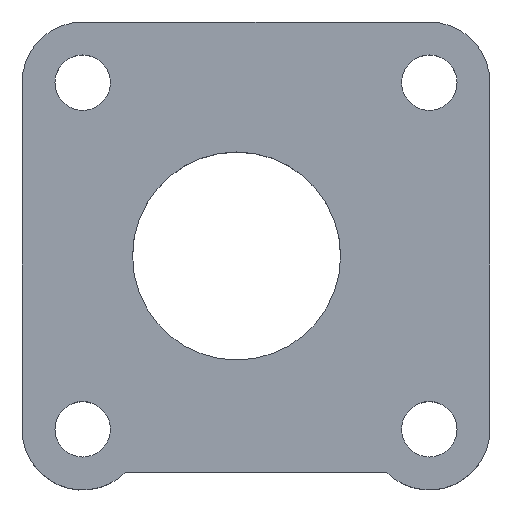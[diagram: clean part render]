
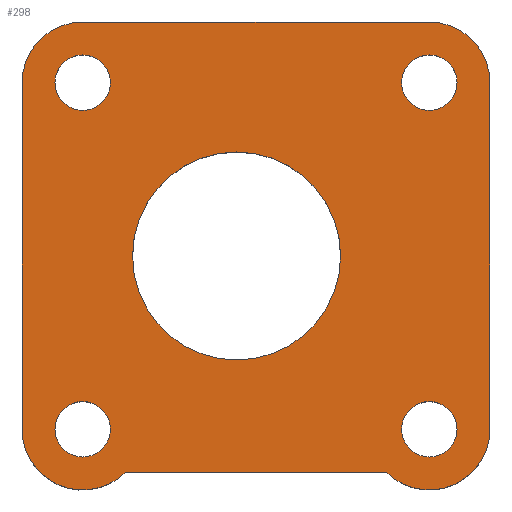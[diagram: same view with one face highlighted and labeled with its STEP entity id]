
A CAD part, top view. The second image highlights one B-rep face of the part: STEP entity #298.
In plain terms, the highlighted planar face has unit normal (0, 0, 1).
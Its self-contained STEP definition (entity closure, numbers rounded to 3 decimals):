
#15=FACE_BOUND('',#71,.T.);
#16=FACE_BOUND('',#72,.T.);
#17=FACE_BOUND('',#73,.T.);
#18=FACE_BOUND('',#74,.T.);
#19=FACE_BOUND('',#75,.T.);
#25=CIRCLE('',#326,3.5);
#28=CIRCLE('',#330,3.5);
#29=CIRCLE('',#332,3.5);
#30=CIRCLE('',#333,3.5);
#31=CIRCLE('',#334,1.6);
#32=CIRCLE('',#335,1.6);
#33=CIRCLE('',#336,1.6);
#34=CIRCLE('',#337,6.);
#35=CIRCLE('',#338,1.6);
#55=FACE_OUTER_BOUND('',#70,.T.);
#70=EDGE_LOOP('',(#219,#220,#221,#222,#223,#224,#225,#226));
#71=EDGE_LOOP('',(#227));
#72=EDGE_LOOP('',(#228));
#73=EDGE_LOOP('',(#229));
#74=EDGE_LOOP('',(#230));
#75=EDGE_LOOP('',(#231));
#92=LINE('',#452,#115);
#98=LINE('',#473,#121);
#99=LINE('',#476,#122);
#100=LINE('',#478,#123);
#115=VECTOR('',#361,10.);
#121=VECTOR('',#381,10.);
#122=VECTOR('',#384,10.);
#123=VECTOR('',#385,10.);
#138=VERTEX_POINT('',#450);
#139=VERTEX_POINT('',#451);
#142=VERTEX_POINT('',#459);
#145=VERTEX_POINT('',#467);
#146=VERTEX_POINT('',#471);
#147=VERTEX_POINT('',#472);
#148=VERTEX_POINT('',#474);
#149=VERTEX_POINT('',#477);
#150=VERTEX_POINT('',#480);
#151=VERTEX_POINT('',#482);
#152=VERTEX_POINT('',#484);
#153=VERTEX_POINT('',#486);
#154=VERTEX_POINT('',#488);
#166=EDGE_CURVE('',#138,#139,#92,.T.);
#170=EDGE_CURVE('',#142,#138,#25,.T.);
#175=EDGE_CURVE('',#139,#145,#28,.T.);
#176=EDGE_CURVE('',#146,#147,#98,.T.);
#177=EDGE_CURVE('',#147,#148,#29,.T.);
#178=EDGE_CURVE('',#148,#142,#99,.T.);
#179=EDGE_CURVE('',#149,#145,#100,.T.);
#180=EDGE_CURVE('',#149,#146,#30,.T.);
#181=EDGE_CURVE('',#150,#150,#31,.T.);
#182=EDGE_CURVE('',#151,#151,#32,.T.);
#183=EDGE_CURVE('',#152,#152,#33,.T.);
#184=EDGE_CURVE('',#153,#153,#34,.T.);
#185=EDGE_CURVE('',#154,#154,#35,.T.);
#219=ORIENTED_EDGE('',*,*,#176,.T.);
#220=ORIENTED_EDGE('',*,*,#177,.T.);
#221=ORIENTED_EDGE('',*,*,#178,.T.);
#222=ORIENTED_EDGE('',*,*,#170,.T.);
#223=ORIENTED_EDGE('',*,*,#166,.T.);
#224=ORIENTED_EDGE('',*,*,#175,.T.);
#225=ORIENTED_EDGE('',*,*,#179,.F.);
#226=ORIENTED_EDGE('',*,*,#180,.T.);
#227=ORIENTED_EDGE('',*,*,#181,.T.);
#228=ORIENTED_EDGE('',*,*,#182,.T.);
#229=ORIENTED_EDGE('',*,*,#183,.T.);
#230=ORIENTED_EDGE('',*,*,#184,.T.);
#231=ORIENTED_EDGE('',*,*,#185,.T.);
#290=PLANE('',#331);
#298=ADVANCED_FACE('',(#55,#15,#16,#17,#18,#19),#290,.T.);
#326=AXIS2_PLACEMENT_3D('',#460,#367,#368);
#330=AXIS2_PLACEMENT_3D('',#469,#377,#378);
#331=AXIS2_PLACEMENT_3D('',#470,#379,#380);
#332=AXIS2_PLACEMENT_3D('',#475,#382,#383);
#333=AXIS2_PLACEMENT_3D('',#479,#386,#387);
#334=AXIS2_PLACEMENT_3D('',#481,#388,#389);
#335=AXIS2_PLACEMENT_3D('',#483,#390,#391);
#336=AXIS2_PLACEMENT_3D('',#485,#392,#393);
#337=AXIS2_PLACEMENT_3D('',#487,#394,#395);
#338=AXIS2_PLACEMENT_3D('',#489,#396,#397);
#361=DIRECTION('',(0.,1.,0.));
#367=DIRECTION('center_axis',(0.,0.,
1.));
#368=DIRECTION('ref_axis',(-1.,0.,0.));
#377=DIRECTION('center_axis',(0.,0.,
1.));
#378=DIRECTION('ref_axis',(-1.,0.,0.));
#379=DIRECTION('center_axis',(0.,0.,
1.));
#380=DIRECTION('ref_axis',(-1.,0.,0.));
#381=DIRECTION('',(0.,-1.,0.));
#382=DIRECTION('center_axis',(0.,0.,
1.));
#383=DIRECTION('ref_axis',(-1.,0.,0.));
#384=DIRECTION('',(1.,0.,0.));
#385=DIRECTION('',(1.,0.,0.));
#386=DIRECTION('center_axis',(0.,0.,
1.));
#387=DIRECTION('ref_axis',(-1.,0.,0.));
#388=DIRECTION('center_axis',(0.,0.,
-1.));
#389=DIRECTION('ref_axis',(-1.,0.,0.));
#390=DIRECTION('center_axis',(0.,0.,
-1.));
#391=DIRECTION('ref_axis',(-1.,0.,0.));
#392=DIRECTION('center_axis',(0.,0.,
-1.));
#393=DIRECTION('ref_axis',(-1.,0.,0.));
#394=DIRECTION('center_axis',(0.,0.,
-1.));
#395=DIRECTION('ref_axis',(-1.,0.,0.));
#396=DIRECTION('center_axis',(0.,0.,
-1.));
#397=DIRECTION('ref_axis',(-1.,0.,0.));
#450=CARTESIAN_POINT('',(15.216,1.611,-46.72));
#451=CARTESIAN_POINT('',(15.216,21.611,-46.72));
#452=CARTESIAN_POINT('',(15.216,1.611,-46.72));
#459=CARTESIAN_POINT('',(9.266,-0.889,-46.72));
#460=CARTESIAN_POINT('Origin',(11.716,1.611,-46.72));
#467=CARTESIAN_POINT('',(11.716,25.111,-46.72));
#469=CARTESIAN_POINT('Origin',(11.716,21.611,-46.72));
#470=CARTESIAN_POINT('Origin',(0.595,11.611,-46.72));
#471=CARTESIAN_POINT('',(-11.784,21.611,-46.72));
#472=CARTESIAN_POINT('',(-11.784,1.611,-46.72));
#473=CARTESIAN_POINT('',(-11.784,21.611,-46.72));
#474=CARTESIAN_POINT('',(-5.835,-0.889,-46.72));
#475=CARTESIAN_POINT('Origin',(-8.284,1.611,-46.72));
#476=CARTESIAN_POINT('',(-3.619,-0.889,-46.72));
#477=CARTESIAN_POINT('',(-8.284,25.111,-46.72));
#478=CARTESIAN_POINT('',(-8.284,25.111,-46.72));
#479=CARTESIAN_POINT('Origin',(-8.284,21.611,-46.72));
#480=CARTESIAN_POINT('',(13.316,1.611,-46.72));
#481=CARTESIAN_POINT('Origin',(11.716,1.611,-46.72));
#482=CARTESIAN_POINT('',(13.316,21.611,-46.72));
#483=CARTESIAN_POINT('Origin',(11.716,21.611,-46.72));
#484=CARTESIAN_POINT('',(-6.684,21.611,-46.72));
#485=CARTESIAN_POINT('Origin',(-8.284,21.611,-46.72));
#486=CARTESIAN_POINT('',(6.595,11.611,-46.72));
#487=CARTESIAN_POINT('Origin',(0.595,11.611,-46.72));
#488=CARTESIAN_POINT('',(-6.684,1.611,-46.72));
#489=CARTESIAN_POINT('Origin',(-8.284,1.611,-46.72));
